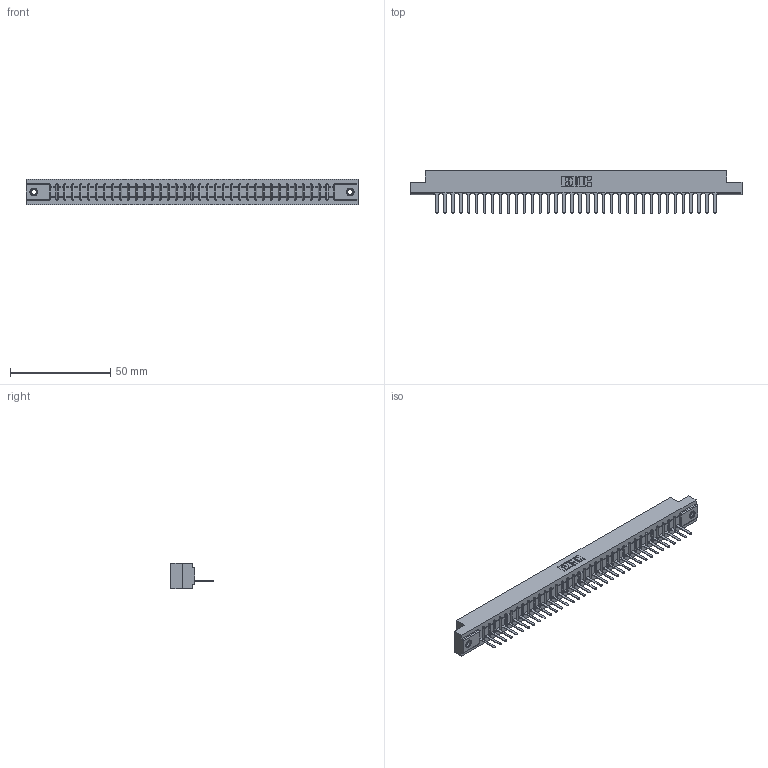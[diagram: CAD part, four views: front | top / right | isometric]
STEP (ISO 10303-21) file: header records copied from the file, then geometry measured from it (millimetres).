
FILE_DESCRIPTION (( 'STEP AP203' ), '1' );
FILE_NAME ('307-036-527-107.STEP', '2019-09-04T03:36:08', ( '' ), ( '' ), 'SwSTEP 2.0', 'SolidWorks 2016', '' );
FILE_SCHEMA (( 'CONFIG_CONTROL_DESIGN' ));
Length unit declared in the file: inch
Products named in the file (4): 345-250-001_345-250-005-103; 307 Part_.156 Dia Mounting Holes; 307-290-001_527; 307-036-527-107
Assembly tree (39 placements, depth 2):
  307-036-527-107
    307 Part_.156 Dia Mounting Holes
    307-290-001_527  x36
    345-250-001_345-250-005-103  x2
Bounding box: 165.66 x 21.11 x 12.7 mm (x, y, z)
Volume: 17172.9 mm3; surface area: 18267.6 mm2
Topology: 39 solids, 39 shells, 2231 faces, 6291 edges, 4038 vertices
Faces by surface type: plane 1434, cylinder 707, sphere 74, cone 12, torus 4
Entity records: 32755 total; most frequent: CARTESIAN_POINT 5495, ORIENTED_EDGE 5474, DIRECTION 5357, EDGE_CURVE 2737, LINE 2097, VECTOR 2097, VERTEX_POINT 1768, AXIS2_PLACEMENT_3D 1630
